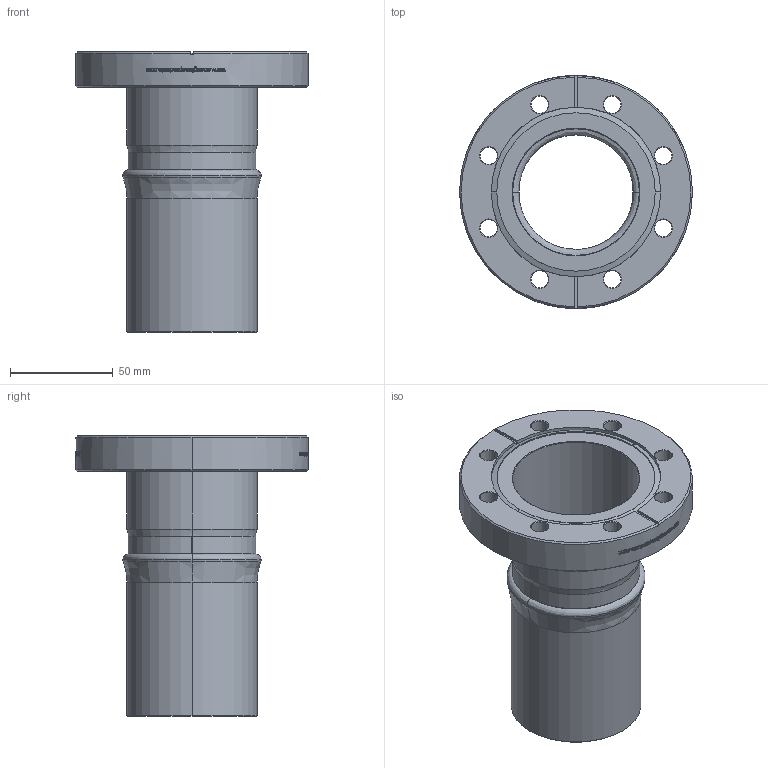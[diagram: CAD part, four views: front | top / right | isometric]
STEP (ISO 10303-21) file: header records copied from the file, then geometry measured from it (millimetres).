
FILE_DESCRIPTION (( 'STEP AP203' ), '1' );
FILE_NAME ('211023.stp', '2018-05-21T18:34:37', ( '' ), ( '' ), 'SwSTEP 2.0', 'SolidWorks 2012', '' );
FILE_SCHEMA (( 'CONFIG_CONTROL_DESIGN' ));
Length unit declared in the file: centimetre
Products named in the file (1): 211023
Bounding box: 113.54 x 113.54 x 136.53 mm (x, y, z)
Volume: 153395.1 mm3; surface area: 73827.1 mm2
Topology: 1 solids, 1 shells, 902 faces, 2456 edges, 1617 vertices
Faces by surface type: bspline 526, plane 239, cylinder 92, cone 45
Entity records: 64912 total; most frequent: CARTESIAN_POINT 45270, ORIENTED_EDGE 4912, DIRECTION 2565, EDGE_CURVE 2456, VERTEX_POINT 1617, VECTOR 1037, LINE 1037, B_SPLINE_CURVE_WITH_KNOTS 1032
